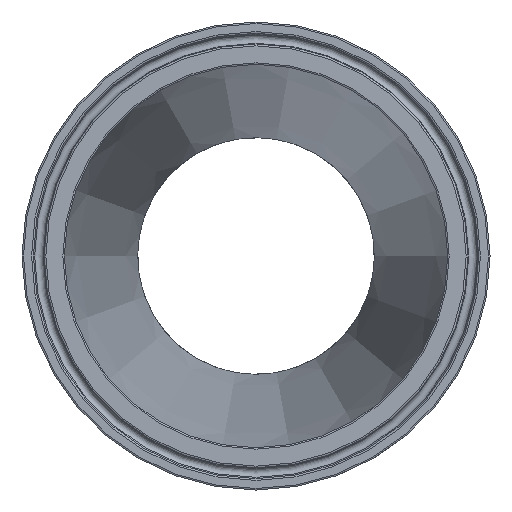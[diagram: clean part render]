
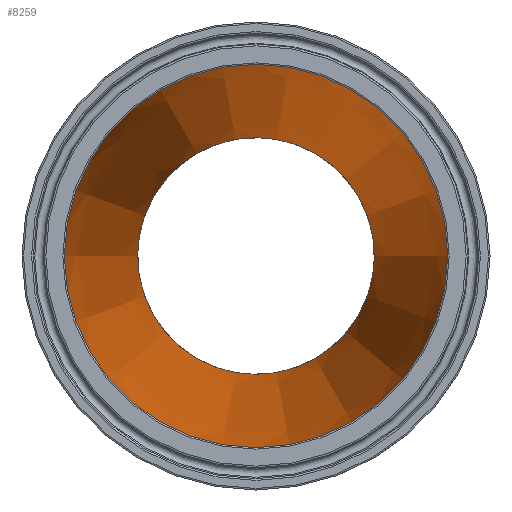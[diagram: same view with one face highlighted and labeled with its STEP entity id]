
A CAD part, left-side view. The second image highlights one B-rep face of the part: STEP entity #8259.
In plain terms, the highlighted conical face has half-angle 6.956 degrees and reference radius 39.395 mm.
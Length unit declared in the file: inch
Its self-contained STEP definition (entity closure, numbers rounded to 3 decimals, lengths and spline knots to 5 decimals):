
#173=FACE_BOUND('',#1567,.T.);
#1024=FACE_OUTER_BOUND('',#1566,.T.);
#1566=EDGE_LOOP('',(#7678));
#1567=EDGE_LOOP('',(#7679));
#2903=CIRCLE('',#8787,1.185);
#2904=CIRCLE('',#8789,1.917);
#4091=VERTEX_POINT('',#17688);
#4092=VERTEX_POINT('',#17691);
#5289=EDGE_CURVE('',#4091,#4091,#2903,.T.);
#5290=EDGE_CURVE('',#4092,#4092,#2904,.T.);
#7678=ORIENTED_EDGE('',*,*,#5290,.F.);
#7679=ORIENTED_EDGE('',*,*,#5289,.T.);
#7732=CONICAL_SURFACE('',#8788,1.551,6.956);
#8259=ADVANCED_FACE('',(#1024,#173),#7732,.F.);
#8787=AXIS2_PLACEMENT_3D('',#17689,#10402,#10403);
#8788=AXIS2_PLACEMENT_3D('',#17690,#10404,#10405);
#8789=AXIS2_PLACEMENT_3D('',#17692,#10406,#10407);
#10402=DIRECTION('center_axis',(1.,0.,0.));
#10403=DIRECTION('ref_axis',(0.,-1.,0.));
#10404=DIRECTION('center_axis',(-1.,0.,0.));
#10405=DIRECTION('ref_axis',(0.,-1.,0.));
#10406=DIRECTION('center_axis',(1.,0.,0.));
#10407=DIRECTION('ref_axis',(0.,-1.,0.));
#17688=CARTESIAN_POINT('',(6.625,-1.185,0.));
#17689=CARTESIAN_POINT('Origin',(6.625,0.,0.));
#17690=CARTESIAN_POINT('Origin',(3.625,0.,0.));
#17691=CARTESIAN_POINT('',(0.625,-1.917,0.));
#17692=CARTESIAN_POINT('Origin',(0.625,0.,
0.));
